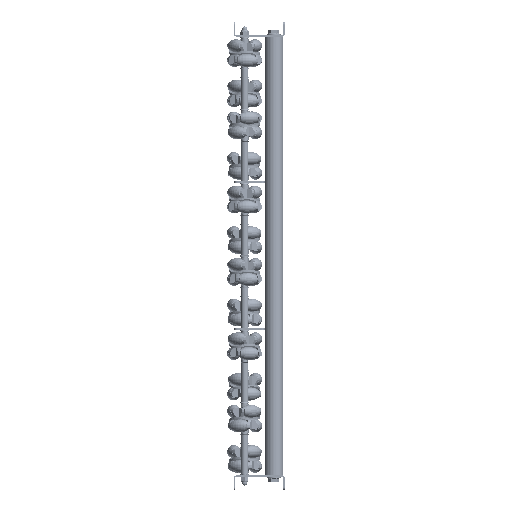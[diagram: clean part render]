
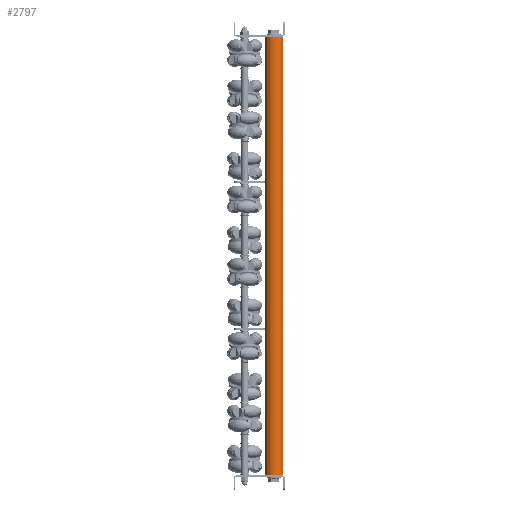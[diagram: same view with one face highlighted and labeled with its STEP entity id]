
A CAD part, left-side view. The second image highlights one B-rep face of the part: STEP entity #2797.
In plain terms, the highlighted cylindrical face has radius 12.5 mm (diameter 25 mm), a partial arc.
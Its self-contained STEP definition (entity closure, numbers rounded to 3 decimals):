
#351 = ORIENTED_EDGE ( 'NONE', *, *, #4853, .T. ) ;
#543 = EDGE_CURVE ( 'NONE', #10231, #4487, #16090, .T. ) ;
#568 = DIRECTION ( 'NONE',  ( 0., 0., -1. ) ) ;
#921 = CARTESIAN_POINT ( 'NONE',  ( 599., 0., 0. ) ) ;
#1401 = CARTESIAN_POINT ( 'NONE',  ( 600., 0., 0. ) ) ;
#1440 = LINE ( 'NONE', #17334, #1677 ) ;
#1677 = VECTOR ( 'NONE', #3238, 1000. ) ;
#2693 = EDGE_CURVE ( 'NONE', #17444, #10231, #8392, .T. ) ;
#2797 = ADVANCED_FACE ( 'NONE', ( #13097 ), #11476, .T. ) ;
#2910 = DIRECTION ( 'NONE',  ( -1., 0., 0. ) ) ;
#3059 = CARTESIAN_POINT ( 'NONE',  ( 600., 0., 12.5 ) ) ;
#3238 = DIRECTION ( 'NONE',  ( -1., 0., 0. ) ) ;
#3675 = DIRECTION ( 'NONE',  ( 0., 0., -1. ) ) ;
#4125 = AXIS2_PLACEMENT_3D ( 'NONE', #921, #5279, #3675 ) ;
#4276 = ORIENTED_EDGE ( 'NONE', *, *, #16167, .F. ) ;
#4487 = VERTEX_POINT ( 'NONE', #13620 ) ;
#4845 = DIRECTION ( 'NONE',  ( 1., 0., 0. ) ) ;
#4853 = EDGE_CURVE ( 'NONE', #4487, #14122, #7872, .T. ) ;
#5279 = DIRECTION ( 'NONE',  ( -1., 0., 0. ) ) ;
#7872 = CIRCLE ( 'NONE', #17299, 12.5 ) ;
#8392 = CIRCLE ( 'NONE', #4125, 12.5 ) ;
#8434 = ORIENTED_EDGE ( 'NONE', *, *, #543, .T. ) ;
#8883 = DIRECTION ( 'NONE',  ( -1., 0., 0. ) ) ;
#9245 = CARTESIAN_POINT ( 'NONE',  ( 1., 0., 0. ) ) ;
#10231 = VERTEX_POINT ( 'NONE', #14705 ) ;
#10480 = VECTOR ( 'NONE', #8883, 1000. ) ;
#10769 = CARTESIAN_POINT ( 'NONE',  ( 599., 0., -12.5 ) ) ;
#11476 = CYLINDRICAL_SURFACE ( 'NONE', #15374, 12.5 ) ;
#13097 = FACE_OUTER_BOUND ( 'NONE', #17037, .T. ) ;
#13620 = CARTESIAN_POINT ( 'NONE',  ( 1., 0., 12.5 ) ) ;
#14122 = VERTEX_POINT ( 'NONE', #17590 ) ;
#14307 = ORIENTED_EDGE ( 'NONE', *, *, #2693, .T. ) ;
#14705 = CARTESIAN_POINT ( 'NONE',  ( 599., 0., 12.5 ) ) ;
#15374 = AXIS2_PLACEMENT_3D ( 'NONE', #1401, #2910, #16141 ) ;
#16090 = LINE ( 'NONE', #3059, #10480 ) ;
#16141 = DIRECTION ( 'NONE',  ( 0., 0., 1. ) ) ;
#16167 = EDGE_CURVE ( 'NONE', #17444, #14122, #1440, .T. ) ;
#17037 = EDGE_LOOP ( 'NONE', ( #4276, #14307, #8434, #351 ) ) ;
#17299 = AXIS2_PLACEMENT_3D ( 'NONE', #9245, #4845, #568 ) ;
#17334 = CARTESIAN_POINT ( 'NONE',  ( 600., 0., -12.5 ) ) ;
#17444 = VERTEX_POINT ( 'NONE', #10769 ) ;
#17590 = CARTESIAN_POINT ( 'NONE',  ( 1., 0., -12.5 ) ) ;
